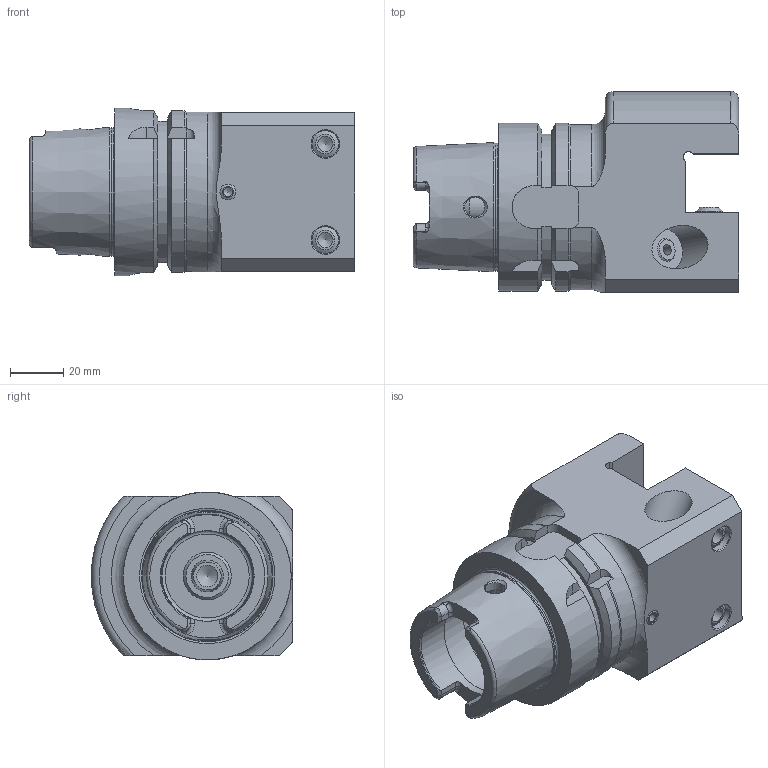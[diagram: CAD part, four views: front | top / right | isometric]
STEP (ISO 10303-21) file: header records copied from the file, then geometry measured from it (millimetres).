
FILE_DESCRIPTION((''),'2;1');
FILE_NAME('590075342090-3D.stp','2021-09-22T16:45:32',('nttooll'),(''),'Autodesk Inventor 2012','Autodesk Inventor 2012','');
FILE_SCHEMA(('AUTOMOTIVE_DESIGN { 1 0 10303 214 1 1 1 1 }'));
Length unit declared in the file: millimetre
Products named in the file (1): 590075342090-3D
Bounding box: 122 x 75.44 x 63 mm (x, y, z)
Volume: 307178.7 mm3; surface area: 45981.9 mm2
Topology: 1 solids, 2 shells, 219 faces, 557 edges, 356 vertices
Faces by surface type: plane 79, cylinder 65, cone 49, torus 22, sphere 4
Full cylindrical faces by diameter (mm): 2 x1, 2.887 x1, 3.464 x1, 4 x2, 4.3 x2, 5 x3, 5.2 x1, 5.774 x2, 6 x2, 7.5 x2, 8 x1, 10 x4, 10.5 x2, 11.3 x1, 12 x1, 15 x1, 16 x2, 18 x1, 34 x1, 34.5 x1, 40 x1, 48 x1, 63 x1
Entity records: 6562 total; most frequent: CARTESIAN_POINT 1779, DIRECTION 993, ORIENTED_EDGE 906, EDGE_CURVE 453, AXIS2_PLACEMENT_3D 420, VERTEX_POINT 327, EDGE_LOOP 316, FACE_OUTER_BOUND 219
